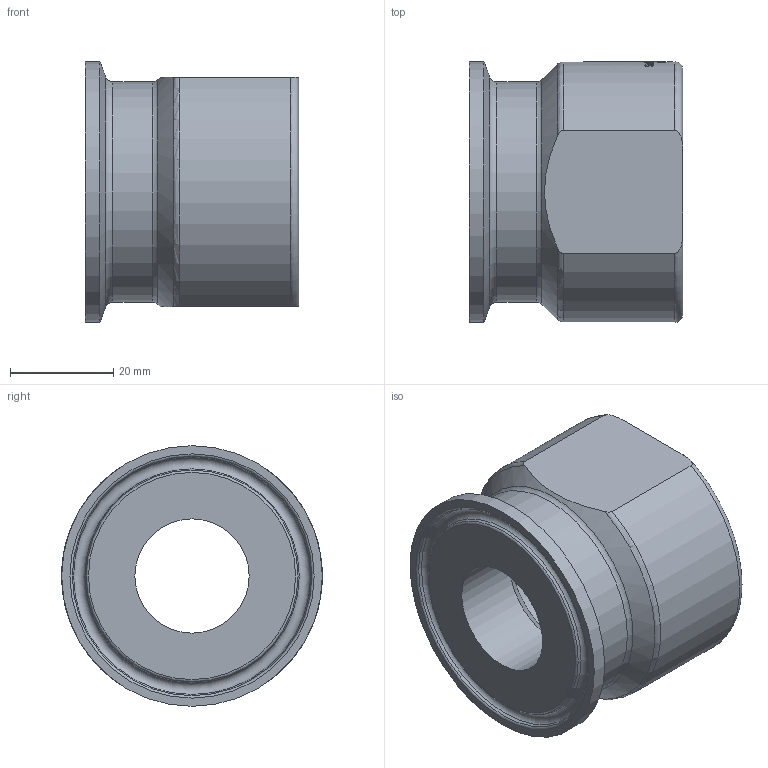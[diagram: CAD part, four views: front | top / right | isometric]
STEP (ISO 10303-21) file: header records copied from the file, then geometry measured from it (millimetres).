
FILE_DESCRIPTION(/* description */ (''),/* implementation_level */ '2;1');
FILE_NAME(/* name */ '22MP-1.ipt.stp',/* time_stamp */ '2019-08-23T16:29:29-04:00',/* author */ ('Engineering'),/* organization */ (''),/* preprocessor_version */ 'ST-DEVELOPER v15.2',/* originating_system */ 'Autodesk Inventor 2014',/* authorisation */ '');
FILE_SCHEMA (('AUTOMOTIVE_DESIGN { 1 0 10303 214 3 1 1 }'));
Length unit declared in the file: inch
Products named in the file (1): 22MP-1
Bounding box: 41.27 x 50.41 x 50.39 mm (x, y, z)
Volume: 49408.7 mm3; surface area: 13144.9 mm2
Topology: 1 solids, 1 shells, 332 faces, 888 edges, 588 vertices
Faces by surface type: bspline 150, plane 132, cylinder 34, torus 9, cone 7
Full cylindrical faces by diameter (mm): 22.098 x1, 42.57 x1, 50.394 x1
Entity records: 13041 total; most frequent: CARTESIAN_POINT 5647, ORIENTED_EDGE 1744, DIRECTION 1097, EDGE_CURVE 872, VERTEX_POINT 587, LINE 393, VECTOR 393, EDGE_LOOP 379
